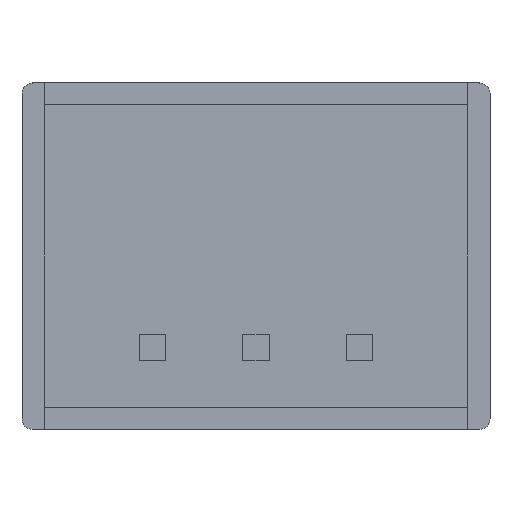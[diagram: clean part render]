
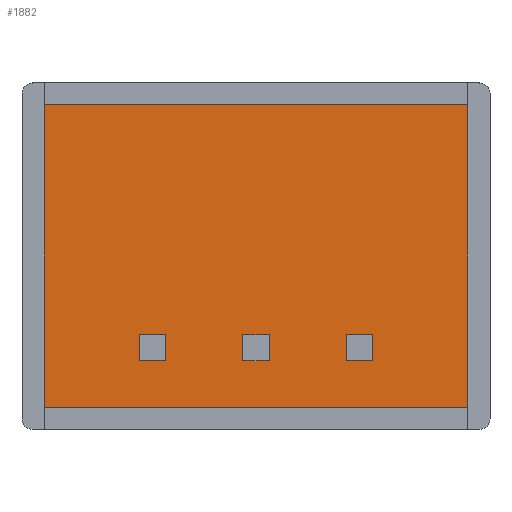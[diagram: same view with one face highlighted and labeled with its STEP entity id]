
A CAD part, front view. The second image highlights one B-rep face of the part: STEP entity #1882.
In plain terms, the highlighted planar face has unit normal (0, -1, 0).
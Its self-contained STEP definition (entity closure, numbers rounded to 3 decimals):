
#1750 = EDGE_CURVE('',#1751,#1753,#1755,.T.);
#1751 = VERTEX_POINT('',#1752);
#1752 = CARTESIAN_POINT('',(-5.2,0.,-3.725));
#1753 = VERTEX_POINT('',#1754);
#1754 = CARTESIAN_POINT('',(-5.2,0.,3.725));
#1755 = LINE('',#1756,#1757);
#1756 = CARTESIAN_POINT('',(-5.2,0.,1.863));
#1757 = VECTOR('',#1758,1.);
#1758 = DIRECTION('',(0.,0.,1.));
#1790 = EDGE_CURVE('',#1753,#1791,#1793,.T.);
#1791 = VERTEX_POINT('',#1792);
#1792 = CARTESIAN_POINT('',(5.2,0.,3.725));
#1793 = LINE('',#1794,#1795);
#1794 = CARTESIAN_POINT('',(2.6,0.,3.725));
#1795 = VECTOR('',#1796,1.);
#1796 = DIRECTION('',(1.,0.,0.));
#1821 = EDGE_CURVE('',#1791,#1822,#1824,.T.);
#1822 = VERTEX_POINT('',#1823);
#1823 = CARTESIAN_POINT('',(5.2,0.,-3.725));
#1824 = LINE('',#1825,#1826);
#1825 = CARTESIAN_POINT('',(5.2,0.,-1.863));
#1826 = VECTOR('',#1827,1.);
#1827 = DIRECTION('',(0.,0.,-1.));
#1852 = EDGE_CURVE('',#1822,#1751,#1853,.T.);
#1853 = LINE('',#1854,#1855);
#1854 = CARTESIAN_POINT('',(-2.6,0.,-3.725));
#1855 = VECTOR('',#1856,1.);
#1856 = DIRECTION('',(-1.,0.,0.));
#1882 = ADVANCED_FACE('',(#1883),#1889,.T.);
#1883 = FACE_BOUND('',#1884,.T.);
#1884 = EDGE_LOOP('',(#1885,#1886,#1887,#1888));
#1885 = ORIENTED_EDGE('',*,*,#1821,.F.);
#1886 = ORIENTED_EDGE('',*,*,#1790,.F.);
#1887 = ORIENTED_EDGE('',*,*,#1750,.F.);
#1888 = ORIENTED_EDGE('',*,*,#1852,.F.);
#1889 = PLANE('',#1890);
#1890 = AXIS2_PLACEMENT_3D('',#1891,#1892,#1893);
#1891 = CARTESIAN_POINT('',(0.,0.,0.));
#1892 = DIRECTION('',(0.,-1.,0.));
#1893 = DIRECTION('',(0.,0.,-1.));
